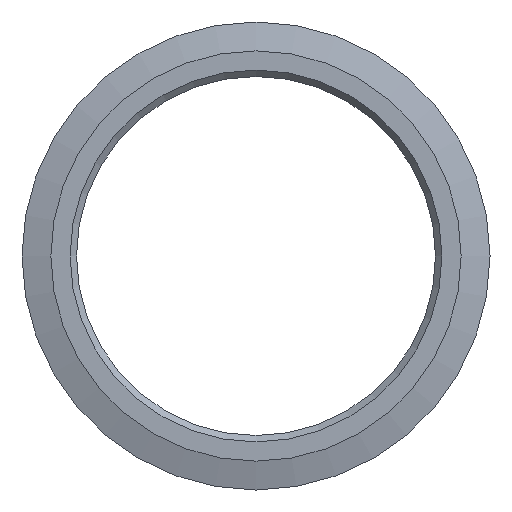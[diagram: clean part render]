
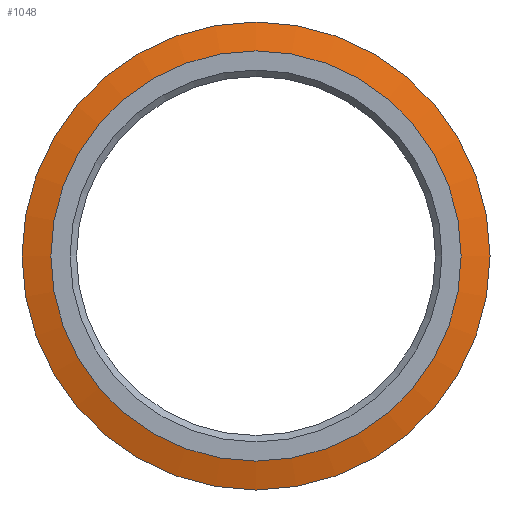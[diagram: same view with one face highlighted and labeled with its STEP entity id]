
A CAD part, left-side view. The second image highlights one B-rep face of the part: STEP entity #1048.
In plain terms, the highlighted conical face has half-angle 75 degrees and reference radius 43.902 mm.
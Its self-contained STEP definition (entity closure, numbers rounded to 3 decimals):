
#118=FACE_OUTER_BOUND('',#187,.T.);
#187=EDGE_LOOP('',(#911,#912,#913,#914,#915,#916));
#222=LINE('',#1919,#256);
#256=VECTOR('',#1605,43.902);
#272=CIRCLE('',#1092,32.);
#273=CIRCLE('',#1093,32.);
#368=CIRCLE('',#1233,36.5);
#369=CIRCLE('',#1234,36.5);
#386=VERTEX_POINT('',#1654);
#387=VERTEX_POINT('',#1655);
#478=VERTEX_POINT('',#1913);
#479=VERTEX_POINT('',#1915);
#501=EDGE_CURVE('',#386,#387,#272,.T.);
#502=EDGE_CURVE('',#387,#386,#273,.T.);
#624=EDGE_CURVE('',#478,#479,#368,.T.);
#625=EDGE_CURVE('',#479,#478,#369,.T.);
#626=EDGE_CURVE('',#479,#387,#222,.T.);
#911=ORIENTED_EDGE('',*,*,#624,.F.);
#912=ORIENTED_EDGE('',*,*,#625,.F.);
#913=ORIENTED_EDGE('',*,*,#626,.T.);
#914=ORIENTED_EDGE('',*,*,#501,.F.);
#915=ORIENTED_EDGE('',*,*,#502,.F.);
#916=ORIENTED_EDGE('',*,*,#626,.F.);
#940=CONICAL_SURFACE('',#1235,43.902,1.309);
#1048=ADVANCED_FACE('',(#118),#940,.T.);
#1092=AXIS2_PLACEMENT_3D('',#1656,#1290,#1291);
#1093=AXIS2_PLACEMENT_3D('',#1657,#1292,#1293);
#1233=AXIS2_PLACEMENT_3D('',#1916,#1599,#1600);
#1234=AXIS2_PLACEMENT_3D('',#1917,#1601,#1602);
#1235=AXIS2_PLACEMENT_3D('',#1918,#1603,#1604);
#1290=DIRECTION('center_axis',(-1.,0.,0.));
#1291=DIRECTION('ref_axis',(0.,1.,0.));
#1292=DIRECTION('center_axis',(-1.,0.,0.));
#1293=DIRECTION('ref_axis',(0.,1.,0.));
#1599=DIRECTION('center_axis',(1.,0.,0.));
#1600=DIRECTION('ref_axis',(0.,-1.,0.));
#1601=DIRECTION('center_axis',(1.,0.,0.));
#1602=DIRECTION('ref_axis',(0.,-1.,0.));
#1603=DIRECTION('center_axis',(1.,0.,0.));
#1604=DIRECTION('ref_axis',(0.,1.,0.));
#1605=DIRECTION('',(-0.259,0.966,0.));
#1654=CARTESIAN_POINT('',(0.,32.,0.));
#1655=CARTESIAN_POINT('',(0.,-32.,0.));
#1656=CARTESIAN_POINT('Origin',(0.,0.,0.));
#1657=CARTESIAN_POINT('Origin',(0.,0.,0.));
#1913=CARTESIAN_POINT('',(1.206,36.5,0.));
#1915=CARTESIAN_POINT('',(1.206,-36.5,0.));
#1916=CARTESIAN_POINT('Origin',(1.206,0.,0.));
#1917=CARTESIAN_POINT('Origin',(1.206,0.,0.));
#1918=CARTESIAN_POINT('Origin',(3.189,0.,0.));
#1919=CARTESIAN_POINT('',(3.189,-43.902,0.));
